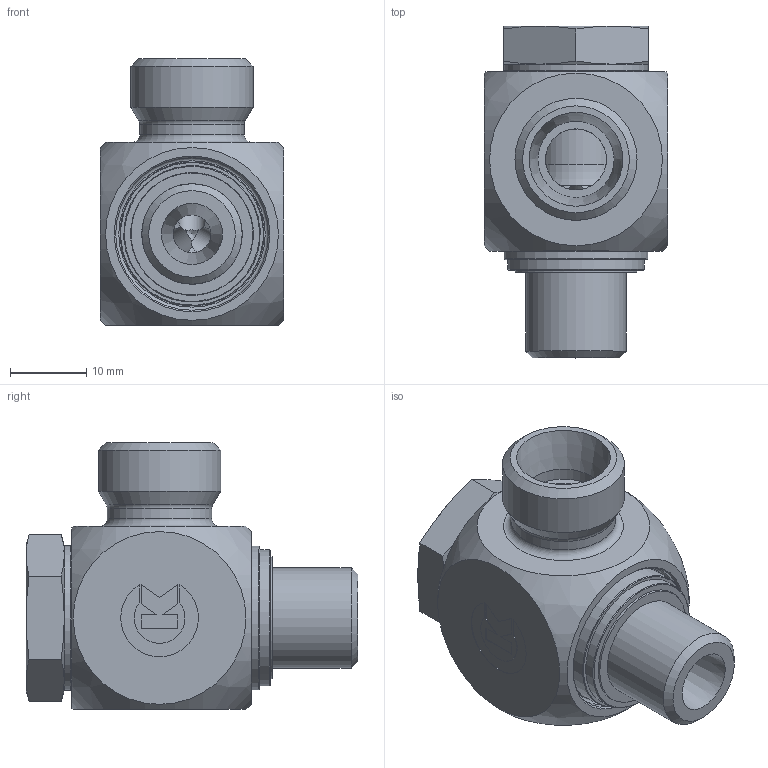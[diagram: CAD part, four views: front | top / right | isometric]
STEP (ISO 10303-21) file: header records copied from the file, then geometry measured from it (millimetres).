
FILE_DESCRIPTION((''),'2;1');
FILE_NAME('80771102816.stp','2014-09-05T19:35:54',(''),('KNOMI spol. s r. o.'),'Autodesk Inventor 2012','Autodesk Inventor 2012','');
FILE_SCHEMA(('AUTOMOTIVE_DESIGN { 1 2 10303 214 0 1 1 1 }'));
Length unit declared in the file: millimetre
Products named in the file (7): SPER2 10LR G1/4 / M16x1.5 "pryž"; 7471 2 1416; 7092 45 0728; 60710020; 8077028; 80775228; 80775128
Assembly tree (6 placements, depth 3):
  SPER2 10LR G1/4 / M16x1.5 "pryž"
    7471 2 1416
    7092 45 0728
    60710020
    8077028
      80775228
      80775128
Bounding box: 24 x 43.5 x 35 mm (x, y, z)
Volume: 16136.6 mm3; surface area: 9212.2 mm2
Topology: 5 solids, 5 shells, 152 faces, 351 edges, 223 vertices
Faces by surface type: plane 74, cone 33, cylinder 31, torus 13, sphere 1
Full cylindrical faces by diameter (mm): 3.5 x3, 5 x1, 8 x1, 10 x1, 10.4 x1, 13.157 x1, 13.2 x1, 13.7 x1, 13.8 x1, 14.1 x1, 14.36 x3, 14.4 x1, 16 x3, 16.1 x2, 17.9 x1, 18.9 x1, 19 x1, 20 x1
Entity records: 4447 total; most frequent: CARTESIAN_POINT 958, DIRECTION 669, ORIENTED_EDGE 548, EDGE_CURVE 274, AXIS2_PLACEMENT_3D 270, EDGE_LOOP 240, VERTEX_POINT 204, STYLED_ITEM 157
